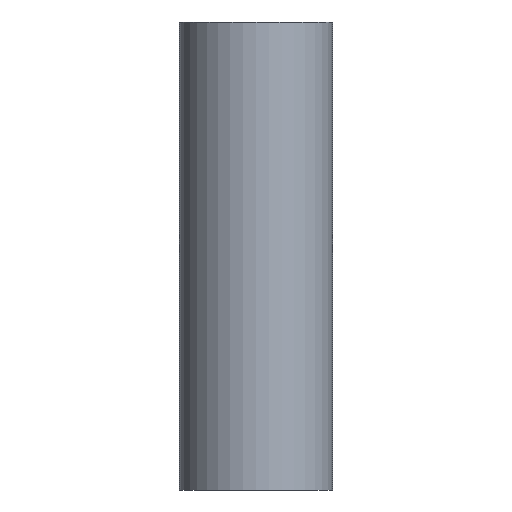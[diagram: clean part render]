
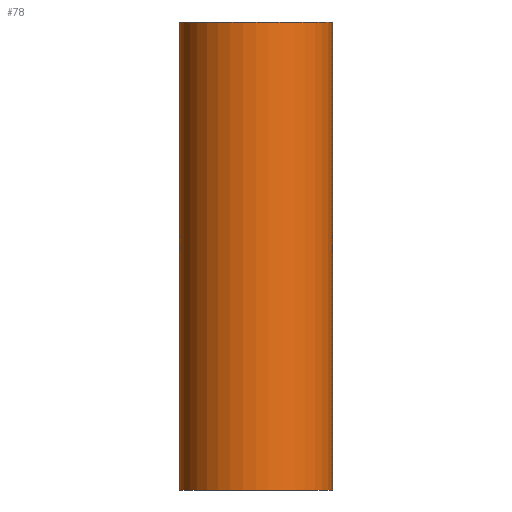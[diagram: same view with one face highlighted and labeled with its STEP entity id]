
A CAD part, front view. The second image highlights one B-rep face of the part: STEP entity #78.
In plain terms, the highlighted cylindrical face has radius 1.75 mm (diameter 3.5 mm), a partial arc.
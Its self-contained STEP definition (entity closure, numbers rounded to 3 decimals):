
#2 = VECTOR ( 'NONE', #196, 1000. ) ;
#18 = AXIS2_PLACEMENT_3D ( 'NONE', #132, #167, #59 ) ;
#22 = VERTEX_POINT ( 'NONE', #69 ) ;
#35 = EDGE_LOOP ( 'NONE', ( #64, #156, #84, #100 ) ) ;
#42 = EDGE_CURVE ( 'NONE', #54, #22, #104, .T. ) ;
#46 = CARTESIAN_POINT ( 'NONE',  ( 1.75, 0., 0. ) ) ;
#49 = VERTEX_POINT ( 'NONE', #165 ) ;
#54 = VERTEX_POINT ( 'NONE', #207 ) ;
#59 = DIRECTION ( 'NONE',  ( 1., 0., 0. ) ) ;
#61 = CARTESIAN_POINT ( 'NONE',  ( -1.75, 0., 10.7 ) ) ;
#64 = ORIENTED_EDGE ( 'NONE', *, *, #142, .F. ) ;
#69 = CARTESIAN_POINT ( 'NONE',  ( -1.75, 0., 0. ) ) ;
#76 = CIRCLE ( 'NONE', #195, 1.75 ) ;
#78 = ADVANCED_FACE ( 'NONE', ( #131 ), #209, .T. ) ;
#84 = ORIENTED_EDGE ( 'NONE', *, *, #42, .T. ) ;
#100 = ORIENTED_EDGE ( 'NONE', *, *, #103, .T. ) ;
#103 = EDGE_CURVE ( 'NONE', #22, #204, #76, .T. ) ;
#104 = LINE ( 'NONE', #61, #119 ) ;
#109 = DIRECTION ( 'NONE',  ( 0., 0., -1. ) ) ;
#111 = EDGE_CURVE ( 'NONE', #54, #49, #154, .T. ) ;
#119 = VECTOR ( 'NONE', #109, 1000. ) ;
#126 = CARTESIAN_POINT ( 'NONE',  ( 0., 0., 0. ) ) ;
#131 = FACE_OUTER_BOUND ( 'NONE', #35, .T. ) ;
#132 = CARTESIAN_POINT ( 'NONE',  ( 0., 0., 10.7 ) ) ;
#142 = EDGE_CURVE ( 'NONE', #49, #204, #193, .T. ) ;
#145 = CARTESIAN_POINT ( 'NONE',  ( 1.75, 0., 10.7 ) ) ;
#153 = AXIS2_PLACEMENT_3D ( 'NONE', #181, #188, #192 ) ;
#154 = CIRCLE ( 'NONE', #18, 1.75 ) ;
#156 = ORIENTED_EDGE ( 'NONE', *, *, #111, .F. ) ;
#165 = CARTESIAN_POINT ( 'NONE',  ( 1.75, 0., 10.7 ) ) ;
#167 = DIRECTION ( 'NONE',  ( 0., 0., 1. ) ) ;
#181 = CARTESIAN_POINT ( 'NONE',  ( 0., 0., 10.7 ) ) ;
#188 = DIRECTION ( 'NONE',  ( 0., 0., -1. ) ) ;
#192 = DIRECTION ( 'NONE',  ( -1., 0., 0. ) ) ;
#193 = LINE ( 'NONE', #145, #2 ) ;
#195 = AXIS2_PLACEMENT_3D ( 'NONE', #126, #213, #210 ) ;
#196 = DIRECTION ( 'NONE',  ( 0., 0., -1. ) ) ;
#204 = VERTEX_POINT ( 'NONE', #46 ) ;
#207 = CARTESIAN_POINT ( 'NONE',  ( -1.75, 0., 10.7 ) ) ;
#209 = CYLINDRICAL_SURFACE ( 'NONE', #153, 1.75 ) ;
#210 = DIRECTION ( 'NONE',  ( 1., 0., 0. ) ) ;
#213 = DIRECTION ( 'NONE',  ( 0., 0., 1. ) ) ;
